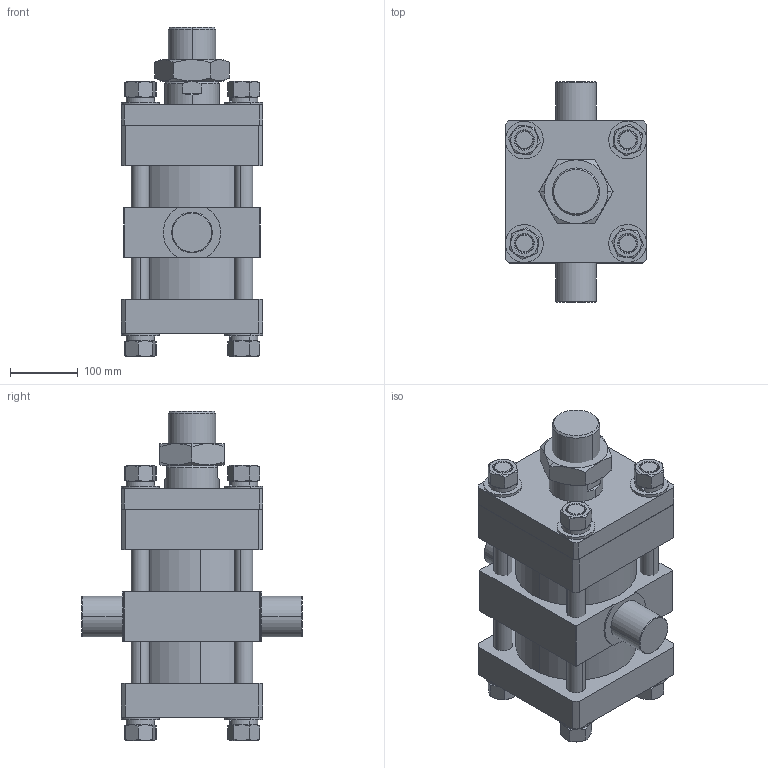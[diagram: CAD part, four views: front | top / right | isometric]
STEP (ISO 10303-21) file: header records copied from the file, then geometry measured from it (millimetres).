
FILE_DESCRIPTION (( 'STEP AP203' ), '1' );
FILE_NAME ('HOB-150-80-100-TC.STEP', '2021-04-27T08:12:03', ( '微软用户' ), ( '微软中国' ), 'SwSTEP 2.0', 'SolidWorks 2012', '' );
FILE_SCHEMA (( 'CONFIG_CONTROL_DESIGN' ));
Length unit declared in the file: millimetre
Products named in the file (13): HOB-150-80-100-TC; HOB-150-80-100-TC嶺裝2; HOB-150-80-100-TC嫉粣; hex thin nuts grades ab gb_GB_FASTENER_NUT_STNABTT  B M64X4.0-C; hex nuts, style 1-grades ab gb_GB_FASTENER_NUT_SNAB1  B M27-N; spring lock washers--normal type gb_GB_FASTENER_WASHER_SW 27; plain washers--product grade c gb_GB_FASTENER_WASHER_SMWC 30; HOB-150-80-100-TC嶺裝1; HOB-150-80-100活塞杆; HOB-150-80-100掛极; HOB-150-80-100綴裔; HOB-150-80-100前盖; HOB-150-80-100楊擘
Assembly tree (39 placements, depth 2):
  HOB-150-80-100-TC
    HOB-150-80-100楊擘
    HOB-150-80-100前盖
    HOB-150-80-100綴裔
    HOB-150-80-100掛极
    HOB-150-80-100活塞杆
    HOB-150-80-100-TC嶺裝1  x4
    plain washers--product grade c gb_GB_FASTENER_WASHER_SMWC 30  x8
    spring lock washers--normal type gb_GB_FASTENER_WASHER_SW 27  x8
    hex nuts, style 1-grades ab gb_GB_FASTENER_NUT_SNAB1  B M27-N  x8
    hex thin nuts grades ab gb_GB_FASTENER_NUT_STNABTT  B M64X4.0-C
    HOB-150-80-100-TC嫉粣
    HOB-150-80-100-TC嶺裝2  x4
Bounding box: 210 x 326 x 488 mm (x, y, z)
Volume: 12258543.2 mm3; surface area: 1273076.7 mm2
Topology: 39 solids, 39 shells, 532 faces, 1192 edges, 749 vertices
Faces by surface type: cylinder 198, plane 193, cone 129, torus 12
Entity records: 9912 total; most frequent: CARTESIAN_POINT 1790, DIRECTION 1389, ORIENTED_EDGE 1152, EDGE_CURVE 576, AXIS2_PLACEMENT_3D 566, VERTEX_POINT 365, EDGE_LOOP 307, CIRCLE 278
